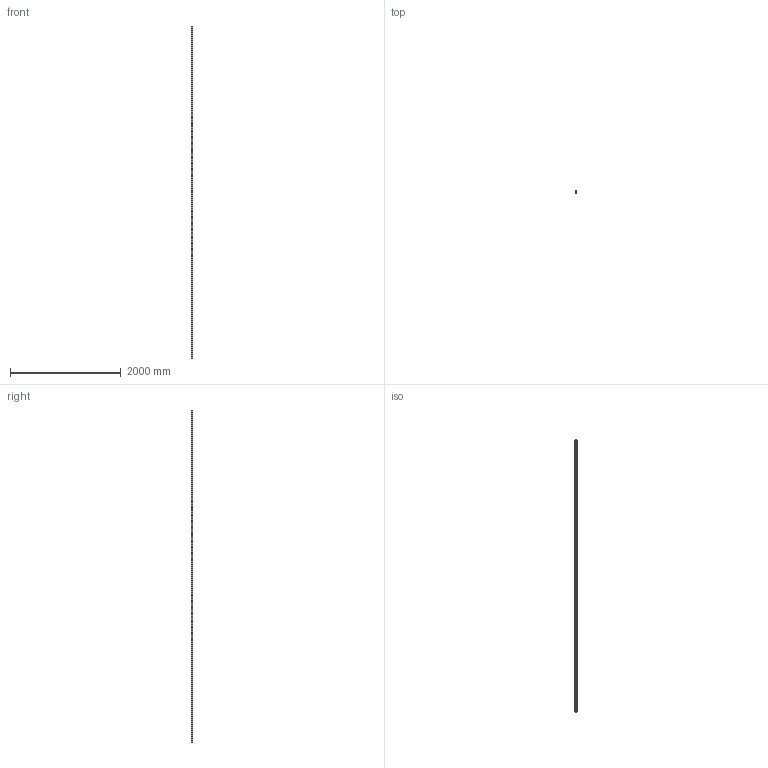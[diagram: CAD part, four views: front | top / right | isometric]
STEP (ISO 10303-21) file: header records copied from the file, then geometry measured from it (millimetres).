
FILE_DESCRIPTION (( 'STEP AP203' ), '1' );
FILE_NAME ('60367-GU-6M.step', '2022-07-21T08:37:17', ( '' ), ( '' ), 'SwSTEP 2.0', 'SolidWorks 2018', '' );
FILE_SCHEMA (( 'CONFIG_CONTROL_DESIGN' ));
Length unit declared in the file: millimetre
Products named in the file (1): 60367-GU-6M
Bounding box: 34.96 x 31.98 x 6000 mm (x, y, z)
Volume: 1304916.4 mm3; surface area: 1610880.8 mm2
Topology: 1 solids, 1 shells, 388 faces, 1077 edges, 718 vertices
Faces by surface type: plane 244, bspline 134, cylinder 10
Entity records: 18882 total; most frequent: CARTESIAN_POINT 9766, ORIENTED_EDGE 2154, DIRECTION 1339, EDGE_CURVE 1077, LINE 789, VECTOR 789, VERTEX_POINT 718, EDGE_LOOP 415
